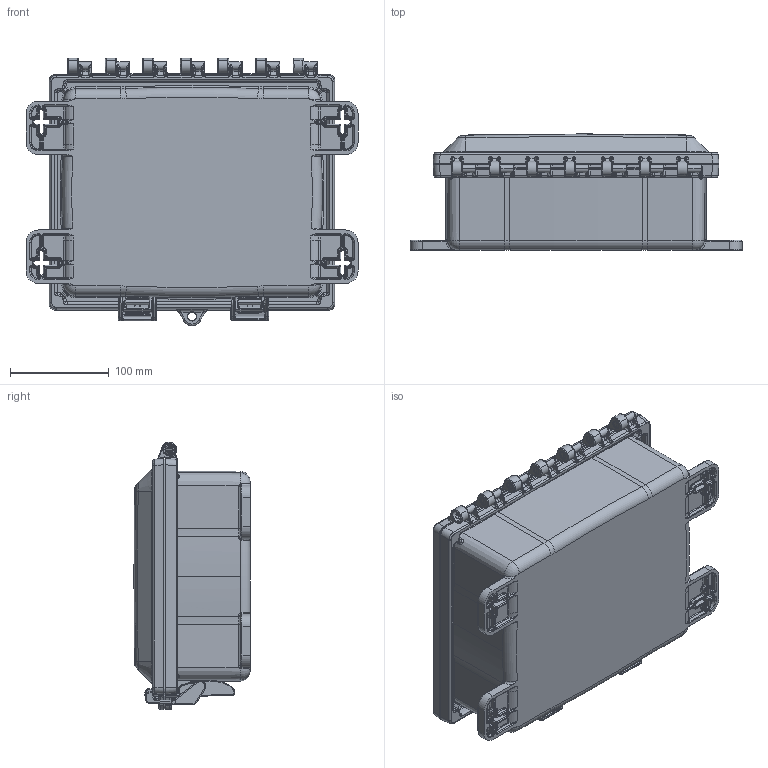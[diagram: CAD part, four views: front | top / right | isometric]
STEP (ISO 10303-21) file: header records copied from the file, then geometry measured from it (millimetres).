
FILE_DESCRIPTION (( 'STEP AP214' ), '1' );
FILE_NAME ('TEPCSL100803-KIT_3D.step', '2025-02-10T22:12:46', ( '' ), ( '' ), 'SwSTEP 2.0', 'SolidWorks 2022', '' );
FILE_SCHEMA (( 'AUTOMOTIVE_DESIGN' ));
Length unit declared in the file: inch
Products named in the file (1): TEPCSL100803-KIT_3D
Bounding box: 336.55 x 117.79 x 271.18 mm (x, y, z)
Volume: 1238120.8 mm3; surface area: 688301.2 mm2
Topology: 16 solids, 16 shells, 4078 faces, 9622 edges, 5607 vertices
Faces by surface type: cylinder 1217, bspline 1217, plane 768, torus 436, cone 412, sphere 28
Entity records: 209717 total; most frequent: CARTESIAN_POINT 127482, ORIENTED_EDGE 19204, DIRECTION 14543, EDGE_CURVE 9602, AXIS2_PLACEMENT_3D 5793, VERTEX_POINT 5595, EDGE_LOOP 4189, FACE_OUTER_BOUND 4078
